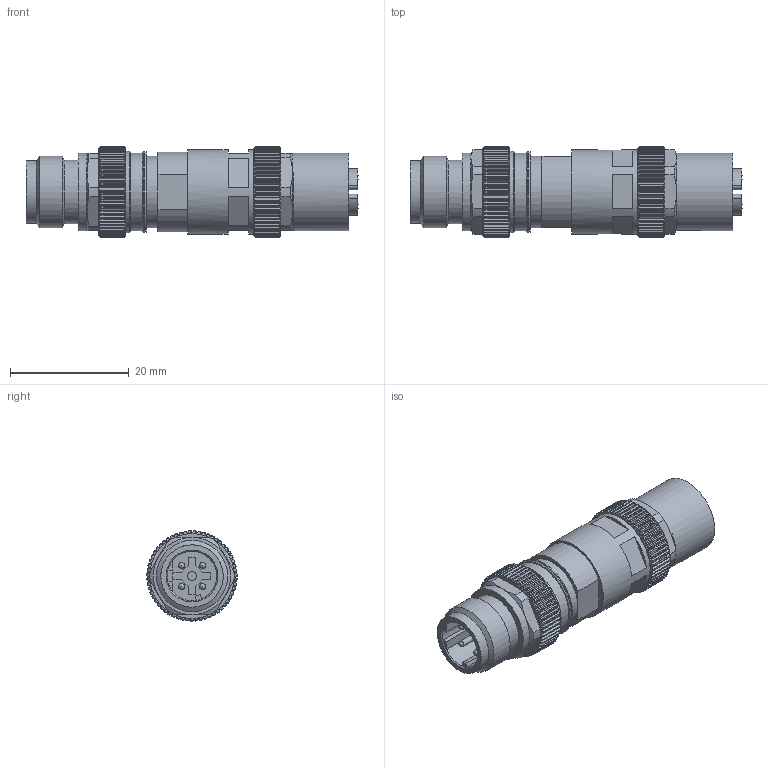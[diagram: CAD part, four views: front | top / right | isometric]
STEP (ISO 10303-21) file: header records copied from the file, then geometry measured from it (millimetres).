
FILE_DESCRIPTION(/* description */ (''),/* implementation_level */ '2;1');
FILE_NAME(/* name */ '6GK1901-0DE10-6AA0_3d.stp',/* time_stamp */ '2024-07-30T11:12:59+02:00',/* author */ (''),/* organization */ (''),/* preprocessor_version */ 'ST-DEVELOPER v18.102',/* originating_system */ 'SIEMENS PLM Software NX 2023',/* authorisation */ '');
FILE_SCHEMA (('AUTOMOTIVE_DESIGN { 1 0 10303 214 3 1 1 1 }'));
Products named in the file (1): 1993_6GK1901-0DE10-6AA0_Simplify_v2
Bounding box: 55.91 x 15.2 x 15.2 mm (x, y, z)
Volume: 6634.4 mm3; surface area: 4782.5 mm2
Topology: 1 solids, 2 shells, 1423 faces, 3653 edges, 2259 vertices
Faces by surface type: cylinder 576, plane 483, torus 235, cone 51, bspline 43, sphere 33, revolution 2
Full cylindrical faces by diameter (mm): 0.7 x8, 1 x4, 1.25 x2, 1.5 x1, 1.6 x2, 10.5 x1, 10.7 x1, 11.2 x2, 12 x2, 13 x3, 13.8 x2, 14.2 x1
Entity records: 54678 total; most frequent: CARTESIAN_POINT 11815, ORIENTED_EDGE 7108, DIRECTION 6658, EDGE_CURVE 3554, AXIS2_PLACEMENT_3D 2728, VERTEX_POINT 2218, EDGE_LOOP 1510, PRESENTATION_STYLE_ASSIGNMENT 1424
